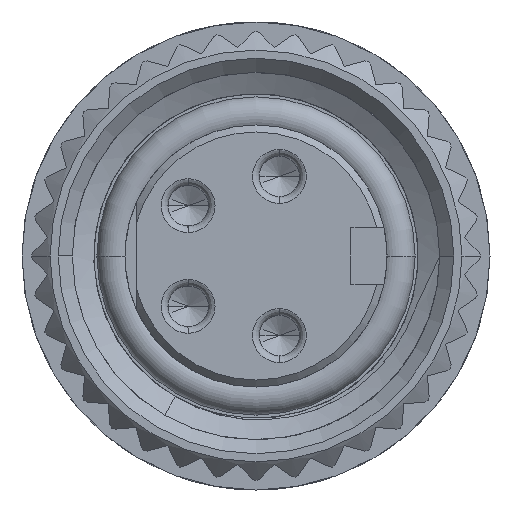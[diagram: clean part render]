
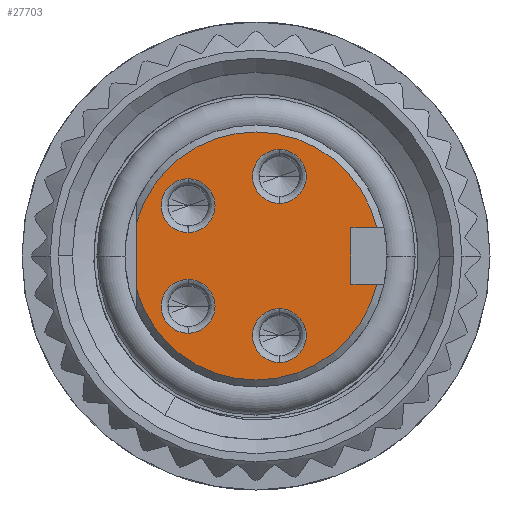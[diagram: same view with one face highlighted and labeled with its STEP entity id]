
A CAD part, front view. The second image highlights one B-rep face of the part: STEP entity #27703.
In plain terms, the highlighted planar face has unit normal (0, -1, 0).
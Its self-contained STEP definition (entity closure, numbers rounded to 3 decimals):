
#9313=DIRECTION('',(0.,0.,-1.));
#9314=VECTOR('',#9313,1.442);
#9315=CARTESIAN_POINT('',(-2.55,-81.3,0.721));
#9316=LINE('',#9315,#9314);
#9331=CARTESIAN_POINT('',(0.,-81.3,0.));
#9332=DIRECTION('',(0.,1.,0.));
#9333=DIRECTION('',(-0.962,0.,0.272));
#9334=AXIS2_PLACEMENT_3D('',#9331,#9332,#9333);
#9336=CARTESIAN_POINT('',(0.,-81.3,0.));
#9337=DIRECTION('',(0.,1.,0.));
#9338=DIRECTION('',(0.,0.,1.));
#9339=AXIS2_PLACEMENT_3D('',#9336,#9337,#9338);
#9341=DIRECTION('',(1.,0.,0.));
#9342=VECTOR('',#9341,0.554);
#9343=CARTESIAN_POINT('',(2.027,-81.3,-0.6));
#9344=LINE('',#9343,#9342);
#9345=CARTESIAN_POINT('',(0.,-81.3,0.));
#9346=DIRECTION('',(0.,1.,0.));
#9347=DIRECTION('',(0.974,0.,-0.226));
#9348=AXIS2_PLACEMENT_3D('',#9345,#9346,#9347);
#9350=CARTESIAN_POINT('',(0.,-81.3,0.));
#9351=DIRECTION('',(0.,1.,0.));
#9352=DIRECTION('',(0.,0.,-1.));
#9353=AXIS2_PLACEMENT_3D('',#9350,#9351,#9352);
#9355=CARTESIAN_POINT('',(-1.45,-81.3,1.075));
#9356=DIRECTION('',(0.,-1.,0.));
#9357=DIRECTION('',(0.,0.,1.));
#9358=AXIS2_PLACEMENT_3D('',#9355,#9356,#9357);
#9360=CARTESIAN_POINT('',(-1.45,-81.3,1.075));
#9361=DIRECTION('',(0.,-1.,0.));
#9362=DIRECTION('',(0.,0.,-1.));
#9363=AXIS2_PLACEMENT_3D('',#9360,#9361,#9362);
#9365=CARTESIAN_POINT('',(0.5,-81.3,-1.7));
#9366=DIRECTION('',(0.,-1.,0.));
#9367=DIRECTION('',(0.,0.,1.));
#9368=AXIS2_PLACEMENT_3D('',#9365,#9366,#9367);
#9370=CARTESIAN_POINT('',(0.5,-81.3,-1.7));
#9371=DIRECTION('',(0.,-1.,0.));
#9372=DIRECTION('',(0.,0.,-1.));
#9373=AXIS2_PLACEMENT_3D('',#9370,#9371,#9372);
#9375=CARTESIAN_POINT('',(0.5,-81.3,1.7));
#9376=DIRECTION('',(0.,-1.,0.));
#9377=DIRECTION('',(0.,0.,1.));
#9378=AXIS2_PLACEMENT_3D('',#9375,#9376,#9377);
#9380=CARTESIAN_POINT('',(0.5,-81.3,1.7));
#9381=DIRECTION('',(0.,-1.,0.));
#9382=DIRECTION('',(0.,0.,-1.));
#9383=AXIS2_PLACEMENT_3D('',#9380,#9381,#9382);
#9385=CARTESIAN_POINT('',(-1.45,-81.3,-1.075));
#9386=DIRECTION('',(0.,-1.,0.));
#9387=DIRECTION('',(0.,0.,1.));
#9388=AXIS2_PLACEMENT_3D('',#9385,#9386,#9387);
#9390=CARTESIAN_POINT('',(-1.45,-81.3,-1.075));
#9391=DIRECTION('',(0.,-1.,0.));
#9392=DIRECTION('',(0.,0.,-1.));
#9393=AXIS2_PLACEMENT_3D('',#9390,#9391,#9392);
#9399=DIRECTION('',(1.,0.,0.));
#9400=VECTOR('',#9399,0.554);
#9401=CARTESIAN_POINT('',(2.027,-81.3,0.6));
#9402=LINE('',#9401,#9400);
#9437=DIRECTION('',(0.,0.,1.));
#9438=VECTOR('',#9437,1.2);
#9439=CARTESIAN_POINT('',(2.027,-81.3,-0.6));
#9440=LINE('',#9439,#9438);
#14503=CARTESIAN_POINT('',(-2.55,-81.3,0.721));
#14504=CARTESIAN_POINT('',(-2.55,-81.3,-0.721));
#14505=VERTEX_POINT('',#14503);
#14506=VERTEX_POINT('',#14504);
#14507=CARTESIAN_POINT('',(0.,-81.3,2.65));
#14508=CARTESIAN_POINT('',(2.581,-81.3,0.6));
#14509=VERTEX_POINT('',#14507);
#14510=VERTEX_POINT('',#14508);
#14511=CARTESIAN_POINT('',(2.027,-81.3,0.6));
#14512=VERTEX_POINT('',#14511);
#14513=CARTESIAN_POINT('',(2.027,-81.3,-0.6));
#14514=VERTEX_POINT('',#14513);
#14515=CARTESIAN_POINT('',(2.581,-81.3,-0.6));
#14516=VERTEX_POINT('',#14515);
#14517=CARTESIAN_POINT('',(0.,-81.3,-2.65));
#14518=VERTEX_POINT('',#14517);
#14519=CARTESIAN_POINT('',(-1.45,-81.3,1.65));
#14520=CARTESIAN_POINT('',(-1.45,-81.3,0.5));
#14521=VERTEX_POINT('',#14519);
#14522=VERTEX_POINT('',#14520);
#14523=CARTESIAN_POINT('',(0.5,-81.3,-1.125));
#14524=CARTESIAN_POINT('',(0.5,-81.3,-2.275));
#14525=VERTEX_POINT('',#14523);
#14526=VERTEX_POINT('',#14524);
#14527=CARTESIAN_POINT('',(0.5,-81.3,2.275));
#14528=CARTESIAN_POINT('',(0.5,-81.3,1.125));
#14529=VERTEX_POINT('',#14527);
#14530=VERTEX_POINT('',#14528);
#14531=CARTESIAN_POINT('',(-1.45,-81.3,-0.5));
#14532=CARTESIAN_POINT('',(-1.45,-81.3,-1.65));
#14533=VERTEX_POINT('',#14531);
#14534=VERTEX_POINT('',#14532);
#27659=CARTESIAN_POINT('',(0.,-81.3,0.));
#27660=DIRECTION('',(0.,1.,0.));
#27661=DIRECTION('',(0.,0.,-1.));
#27662=AXIS2_PLACEMENT_3D('',#27659,#27660,#27661);
#27663=PLANE('',#27662);
#27664=ORIENTED_EDGE('',*,*,#27647,.F.);
#27665=ORIENTED_EDGE('',*,*,#27637,.T.);
#27666=ORIENTED_EDGE('',*,*,#27635,.T.);
#27668=ORIENTED_EDGE('',*,*,#27667,.F.);
#27670=ORIENTED_EDGE('',*,*,#27669,.F.);
#27672=ORIENTED_EDGE('',*,*,#27671,.T.);
#27674=ORIENTED_EDGE('',*,*,#27673,.T.);
#27676=ORIENTED_EDGE('',*,*,#27675,.T.);
#27677=EDGE_LOOP('',(#27664,#27665,#27666,#27668,#27670,#27672,#27674,#27676));
#27678=FACE_OUTER_BOUND('',#27677,.F.);
#27680=ORIENTED_EDGE('',*,*,#27679,.T.);
#27682=ORIENTED_EDGE('',*,*,#27681,.T.);
#27683=EDGE_LOOP('',(#27680,#27682));
#27684=FACE_BOUND('',#27683,.F.);
#27686=ORIENTED_EDGE('',*,*,#27685,.T.);
#27688=ORIENTED_EDGE('',*,*,#27687,.T.);
#27689=EDGE_LOOP('',(#27686,#27688));
#27690=FACE_BOUND('',#27689,.F.);
#27692=ORIENTED_EDGE('',*,*,#27691,.T.);
#27694=ORIENTED_EDGE('',*,*,#27693,.T.);
#27695=EDGE_LOOP('',(#27692,#27694));
#27696=FACE_BOUND('',#27695,.F.);
#27698=ORIENTED_EDGE('',*,*,#27697,.T.);
#27700=ORIENTED_EDGE('',*,*,#27699,.T.);
#27701=EDGE_LOOP('',(#27698,#27700));
#27702=FACE_BOUND('',#27701,.F.);
#9335=CIRCLE('',#9334,2.65);
#9340=CIRCLE('',#9339,2.65);
#9349=CIRCLE('',#9348,2.65);
#9354=CIRCLE('',#9353,2.65);
#9359=CIRCLE('',#9358,0.575);
#9364=CIRCLE('',#9363,0.575);
#9369=CIRCLE('',#9368,0.575);
#9374=CIRCLE('',#9373,0.575);
#9379=CIRCLE('',#9378,0.575);
#9384=CIRCLE('',#9383,0.575);
#9389=CIRCLE('',#9388,0.575);
#9394=CIRCLE('',#9393,0.575);
#27635=EDGE_CURVE('',#14509,#14510,#9340,.T.);
#27637=EDGE_CURVE('',#14505,#14509,#9335,.T.);
#27647=EDGE_CURVE('',#14505,#14506,#9316,.T.);
#27667=EDGE_CURVE('',#14512,#14510,#9402,.T.);
#27669=EDGE_CURVE('',#14514,#14512,#9440,.T.);
#27671=EDGE_CURVE('',#14514,#14516,#9344,.T.);
#27673=EDGE_CURVE('',#14516,#14518,#9349,.T.);
#27675=EDGE_CURVE('',#14518,#14506,#9354,.T.);
#27679=EDGE_CURVE('',#14521,#14522,#9359,.T.);
#27681=EDGE_CURVE('',#14522,#14521,#9364,.T.);
#27685=EDGE_CURVE('',#14525,#14526,#9369,.T.);
#27687=EDGE_CURVE('',#14526,#14525,#9374,.T.);
#27691=EDGE_CURVE('',#14529,#14530,#9379,.T.);
#27693=EDGE_CURVE('',#14530,#14529,#9384,.T.);
#27697=EDGE_CURVE('',#14533,#14534,#9389,.T.);
#27699=EDGE_CURVE('',#14534,#14533,#9394,.T.);
#27703=ADVANCED_FACE('',(#27678,#27684,#27690,#27696,#27702),#27663,.F.);
